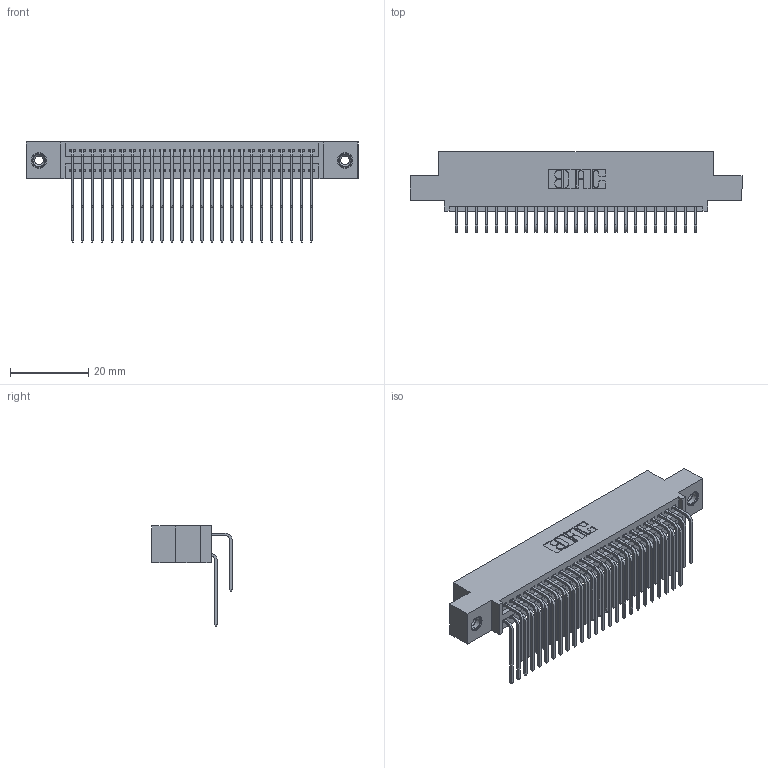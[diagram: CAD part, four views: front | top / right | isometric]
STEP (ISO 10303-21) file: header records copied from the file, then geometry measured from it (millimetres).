
FILE_DESCRIPTION (( 'STEP AP203' ), '1' );
FILE_NAME ('345-050-559-508.STEP', '2019-10-29T13:21:39', ( '' ), ( '' ), 'SwSTEP 2.0', 'SolidWorks 2016', '' );
FILE_SCHEMA (( 'CONFIG_CONTROL_DESIGN' ));
Length unit declared in the file: inch
Products named in the file (5): 345-292-001_559 Tail - 2; 345 Part_0.110 Offset - 0.156 Dia-TI; 345-292-001_558 559 Tail - 1; 345-250-001_345-250-003-102; 345-050-559-508
Assembly tree (53 placements, depth 2):
  345-050-559-508
    345 Part_0.110 Offset - 0.156 Dia-TI
    345-292-001_558 559 Tail - 1  x25
    345-292-001_559 Tail - 2  x25
    345-250-001_345-250-003-102  x2
Bounding box: 84.71 x 20.56 x 25.53 mm (x, y, z)
Volume: 8279.5 mm3; surface area: 13371.8 mm2
Topology: 53 solids, 53 shells, 2790 faces, 8239 edges, 5418 vertices
Faces by surface type: plane 1866, cylinder 908, cone 12, torus 4
Entity records: 24874 total; most frequent: CARTESIAN_POINT 4214, ORIENTED_EDGE 4090, DIRECTION 3735, EDGE_CURVE 2045, LINE 1753, VECTOR 1753, VERTEX_POINT 1356, AXIS2_PLACEMENT_3D 991
